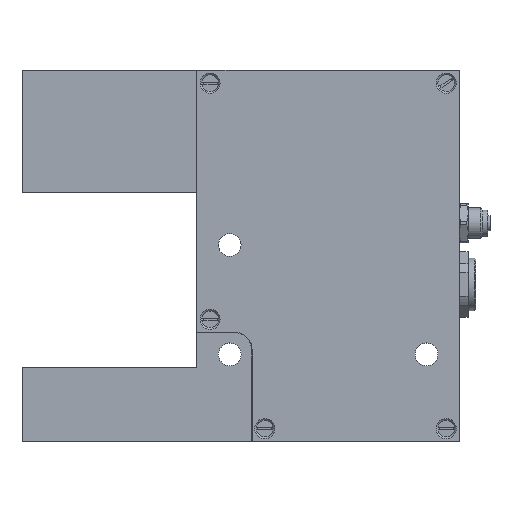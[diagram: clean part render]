
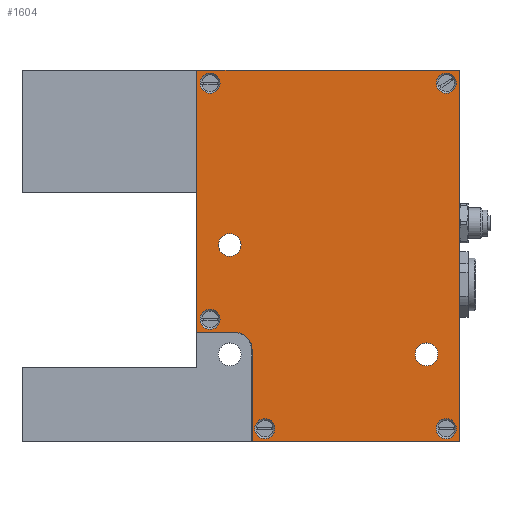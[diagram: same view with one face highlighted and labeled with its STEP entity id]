
A CAD part, top view. The second image highlights one B-rep face of the part: STEP entity #1604.
In plain terms, the highlighted planar face has unit normal (0, 0, 1).
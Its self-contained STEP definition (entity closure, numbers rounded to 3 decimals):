
#1205=CARTESIAN_POINT('',(-10.0,14.5,24.));
#1206=VERTEX_POINT('',#1205);
#1221=CARTESIAN_POINT('',(-10.,-17.4,24.));
#1222=VERTEX_POINT('',#1221);
#1229=CARTESIAN_POINT('',(-10.,-17.4,24.));
#1230=DIRECTION('',(0.0,1.0,0.0));
#1231=VECTOR('',#1230,31.9);
#1232=LINE('',#1229,#1231);
#1233=EDGE_CURVE('',#1222,#1206,#1232,.T.);
#1254=CARTESIAN_POINT('',(45.1,-22.5,24.));
#1255=VERTEX_POINT('',#1254);
#1256=CARTESIAN_POINT('',(42.5,-22.5,24.));
#1257=DIRECTION('',(0.0,0.0,-1.0));
#1258=DIRECTION('',(1.0,0.0,0.0));
#1259=AXIS2_PLACEMENT_3D('',#1256,#1257,#1258);
#1260=CIRCLE('',#1259,2.6);
#1261=EDGE_CURVE('',#1255,#1255,#1260,.T.);
#1282=CARTESIAN_POINT('',(0.1,2.5,24.));
#1283=VERTEX_POINT('',#1282);
#1284=CARTESIAN_POINT('',(-2.5,2.5,24.));
#1285=DIRECTION('',(0.0,0.0,-1.0));
#1286=DIRECTION('',(1.0,0.0,0.0));
#1287=AXIS2_PLACEMENT_3D('',#1284,#1285,#1286);
#1288=CIRCLE('',#1287,2.6);
#1289=EDGE_CURVE('',#1283,#1283,#1288,.T.);
#1317=CARTESIAN_POINT('',(2.6,-42.5,24.));
#1318=VERTEX_POINT('',#1317);
#1325=CARTESIAN_POINT('',(2.6,-21.4,24.));
#1326=VERTEX_POINT('',#1325);
#1327=CARTESIAN_POINT('',(2.6,-21.4,24.));
#1328=DIRECTION('',(0.0,-1.0,0.0));
#1329=VECTOR('',#1328,21.1);
#1330=LINE('',#1327,#1329);
#1331=EDGE_CURVE('',#1326,#1318,#1330,.T.);
#1366=CARTESIAN_POINT('',(-4.7,-14.5,24.));
#1367=VERTEX_POINT('',#1366);
#1368=CARTESIAN_POINT('',(-7.,-14.5,24.));
#1369=DIRECTION('',(0.0,0.0,-1.0));
#1370=DIRECTION('',(1.0,0.0,0.0));
#1371=AXIS2_PLACEMENT_3D('',#1368,#1369,#1370);
#1372=CIRCLE('',#1371,2.3);
#1373=EDGE_CURVE('',#1367,#1367,#1372,.T.);
#1394=CARTESIAN_POINT('',(49.3,39.5,24.));
#1395=VERTEX_POINT('',#1394);
#1396=CARTESIAN_POINT('',(47.0,39.5,24.));
#1397=DIRECTION('',(0.0,0.0,-1.0));
#1398=DIRECTION('',(1.0,0.0,0.0));
#1399=AXIS2_PLACEMENT_3D('',#1396,#1397,#1398);
#1400=CIRCLE('',#1399,2.3);
#1401=EDGE_CURVE('',#1395,#1395,#1400,.T.);
#1422=CARTESIAN_POINT('',(-4.7,39.5,24.));
#1423=VERTEX_POINT('',#1422);
#1424=CARTESIAN_POINT('',(-7.,39.5,24.));
#1425=DIRECTION('',(0.0,0.0,-1.0));
#1426=DIRECTION('',(1.0,0.0,0.0));
#1427=AXIS2_PLACEMENT_3D('',#1424,#1425,#1426);
#1428=CIRCLE('',#1427,2.3);
#1429=EDGE_CURVE('',#1423,#1423,#1428,.T.);
#1450=CARTESIAN_POINT('',(49.3,-39.5,24.));
#1451=VERTEX_POINT('',#1450);
#1452=CARTESIAN_POINT('',(47.0,-39.5,24.));
#1453=DIRECTION('',(0.0,0.0,-1.0));
#1454=DIRECTION('',(1.0,0.0,0.0));
#1455=AXIS2_PLACEMENT_3D('',#1452,#1453,#1454);
#1456=CIRCLE('',#1455,2.3);
#1457=EDGE_CURVE('',#1451,#1451,#1456,.T.);
#1517=CARTESIAN_POINT('',(7.8,-39.5,24.));
#1518=VERTEX_POINT('',#1517);
#1519=CARTESIAN_POINT('',(5.5,-39.5,24.));
#1520=DIRECTION('',(0.0,0.0,-1.0));
#1521=DIRECTION('',(1.0,0.0,0.0));
#1522=AXIS2_PLACEMENT_3D('',#1519,#1520,#1521);
#1523=CIRCLE('',#1522,2.3);
#1524=EDGE_CURVE('',#1518,#1518,#1523,.T.);
#1529=CARTESIAN_POINT('',(20.0,0.,24.));
#1530=DIRECTION('',(0.0,0.0,1.0));
#1531=DIRECTION('',(1.0,0.0,0.0));
#1532=AXIS2_PLACEMENT_3D('',#1529,#1530,#1531);
#1533=PLANE('',#1532);
#1534=CARTESIAN_POINT('',(-1.4,-17.4,24.));
#1535=VERTEX_POINT('',#1534);
#1536=CARTESIAN_POINT('',(-10.,-17.4,24.));
#1537=DIRECTION('',(1.0,0.0,0.0));
#1538=VECTOR('',#1537,8.6);
#1539=LINE('',#1536,#1538);
#1540=EDGE_CURVE('',#1222,#1535,#1539,.T.);
#1541=ORIENTED_EDGE('',*,*,#1540,.T.);
#1542=CARTESIAN_POINT('',(-1.4,-21.4,24.));
#1543=DIRECTION('',(0.0,0.0,1.));
#1544=DIRECTION('',(0.707,0.707,0.0));
#1545=AXIS2_PLACEMENT_3D('',#1542,#1543,#1544);
#1546=CIRCLE('',#1545,4.);
#1547=EDGE_CURVE('',#1326,#1535,#1546,.T.);
#1548=ORIENTED_EDGE('',*,*,#1547,.F.);
#1549=ORIENTED_EDGE('',*,*,#1331,.T.);
#1550=CARTESIAN_POINT('',(50.0,-42.5,24.));
#1551=VERTEX_POINT('',#1550);
#1552=CARTESIAN_POINT('',(50.0,-42.5,24.));
#1553=DIRECTION('',(-1.0,0.0,0.0));
#1554=VECTOR('',#1553,47.4);
#1555=LINE('',#1552,#1554);
#1556=EDGE_CURVE('',#1551,#1318,#1555,.T.);
#1557=ORIENTED_EDGE('',*,*,#1556,.F.);
#1558=CARTESIAN_POINT('',(50.0,42.5,24.));
#1559=VERTEX_POINT('',#1558);
#1560=CARTESIAN_POINT('',(50.0,42.5,24.));
#1561=DIRECTION('',(0.0,-1.0,0.0));
#1562=VECTOR('',#1561,85.0);
#1563=LINE('',#1560,#1562);
#1564=EDGE_CURVE('',#1559,#1551,#1563,.T.);
#1565=ORIENTED_EDGE('',*,*,#1564,.F.);
#1566=CARTESIAN_POINT('',(-10.,42.5,24.));
#1567=VERTEX_POINT('',#1566);
#1568=CARTESIAN_POINT('',(-10.,42.5,24.));
#1569=DIRECTION('',(1.0,0.0,0.0));
#1570=VECTOR('',#1569,60.);
#1571=LINE('',#1568,#1570);
#1572=EDGE_CURVE('',#1567,#1559,#1571,.T.);
#1573=ORIENTED_EDGE('',*,*,#1572,.F.);
#1574=CARTESIAN_POINT('',(-10.0,14.5,24.));
#1575=DIRECTION('',(0.0,1.0,0.0));
#1576=VECTOR('',#1575,28.);
#1577=LINE('',#1574,#1576);
#1578=EDGE_CURVE('',#1206,#1567,#1577,.T.);
#1579=ORIENTED_EDGE('',*,*,#1578,.F.);
#1580=ORIENTED_EDGE('',*,*,#1233,.F.);
#1581=EDGE_LOOP('',(#1541,#1548,#1549,#1557,#1565,#1573,#1579,#1580));
#1582=FACE_OUTER_BOUND('',#1581,.T.);
#1583=ORIENTED_EDGE('',*,*,#1261,.T.);
#1584=EDGE_LOOP('',(#1583));
#1585=FACE_BOUND('',#1584,.T.);
#1586=ORIENTED_EDGE('',*,*,#1289,.T.);
#1587=EDGE_LOOP('',(#1586));
#1588=FACE_BOUND('',#1587,.T.);
#1589=ORIENTED_EDGE('',*,*,#1373,.T.);
#1590=EDGE_LOOP('',(#1589));
#1591=FACE_BOUND('',#1590,.T.);
#1592=ORIENTED_EDGE('',*,*,#1401,.T.);
#1593=EDGE_LOOP('',(#1592));
#1594=FACE_BOUND('',#1593,.T.);
#1595=ORIENTED_EDGE('',*,*,#1429,.T.);
#1596=EDGE_LOOP('',(#1595));
#1597=FACE_BOUND('',#1596,.T.);
#1598=ORIENTED_EDGE('',*,*,#1457,.T.);
#1599=EDGE_LOOP('',(#1598));
#1600=FACE_BOUND('',#1599,.T.);
#1601=ORIENTED_EDGE('',*,*,#1524,.T.);
#1602=EDGE_LOOP('',(#1601));
#1603=FACE_BOUND('',#1602,.T.);
#1604=ADVANCED_FACE('',(#1582,#1585,#1588,#1591,#1594,#1597,#1600,#1603),#1533,.T.);
